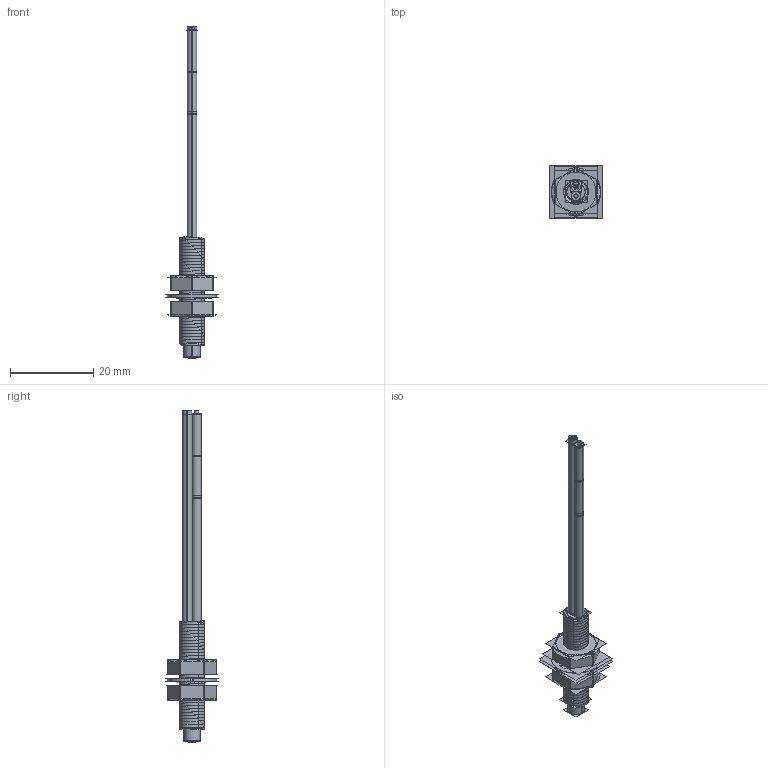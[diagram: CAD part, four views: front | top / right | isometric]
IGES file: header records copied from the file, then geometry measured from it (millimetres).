
Start section:  PTC IGES file: 193990.igs
Global section: file name: 193990.igs; native system: Creo Parametric by Parametric Technology Corporation; preprocessor: 2013230; author: PDMAdmin; organization: Unknown; date: 20160322.142644; units: millimetre
Bounding box: 12.54 x 12.54 x 79.71 mm (x, y, z)
Volume: 1195.1 mm3; surface area: 39130.9 mm2
Topology: 30 solids, 31 shells, 804 faces, 4045 edges, 5194 vertices
Faces by surface type: revolution 528, bspline 276
